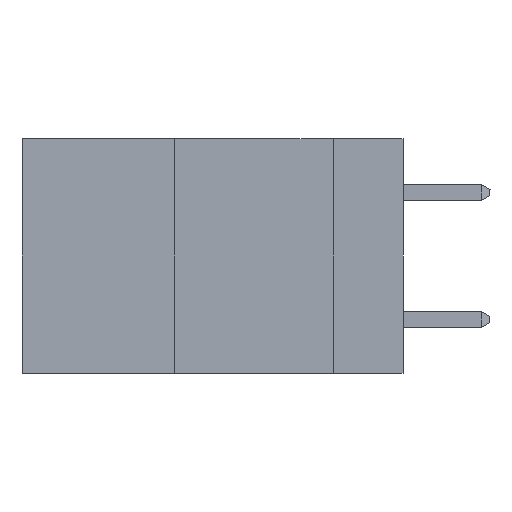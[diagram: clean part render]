
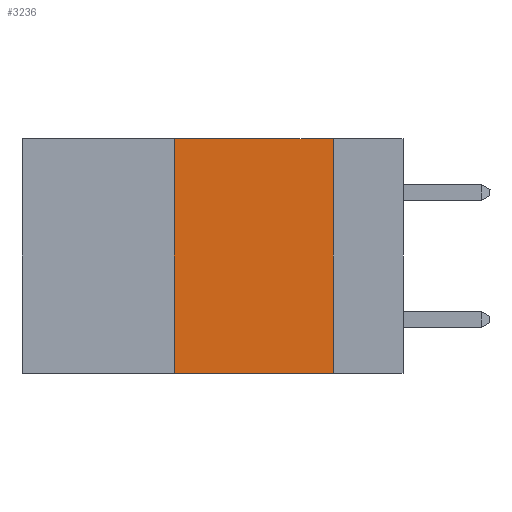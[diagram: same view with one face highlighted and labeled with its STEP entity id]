
A CAD part, left-side view. The second image highlights one B-rep face of the part: STEP entity #3236.
In plain terms, the highlighted planar face has unit normal (-1, 0, 0).
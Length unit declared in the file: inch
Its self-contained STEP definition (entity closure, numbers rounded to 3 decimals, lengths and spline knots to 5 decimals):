
#1289 = DIRECTION ( 'NONE',  ( 0., 0., 1. ) ) ;
#2810 = FACE_OUTER_BOUND ( 'NONE', #8015, .T. ) ;
#2873 = CARTESIAN_POINT ( 'NONE',  ( 0., 0.6, 0. ) ) ;
#3236 = ADVANCED_FACE ( 'NONE', ( #2810 ), #16100, .F. ) ;
#3861 = EDGE_CURVE ( 'NONE', #16864, #7896, #7651, .T. ) ;
#3938 = ORIENTED_EDGE ( 'NONE', *, *, #3861, .F. ) ;
#5192 = VECTOR ( 'NONE', #5959, 39.37008 ) ;
#5202 = DIRECTION ( 'NONE',  ( 1., 0., 0. ) ) ;
#5897 = AXIS2_PLACEMENT_3D ( 'NONE', #2873, #5202, #14556 ) ;
#5959 = DIRECTION ( 'NONE',  ( 0., 0., -1. ) ) ;
#6578 = CARTESIAN_POINT ( 'NONE',  ( 0., 0.36, 0. ) ) ;
#7194 = ORIENTED_EDGE ( 'NONE', *, *, #17252, .F. ) ;
#7651 = LINE ( 'NONE', #15498, #13137 ) ;
#7896 = VERTEX_POINT ( 'NONE', #10710 ) ;
#8015 = EDGE_LOOP ( 'NONE', ( #7194, #3938, #22660, #15486 ) ) ;
#9059 = LINE ( 'NONE', #23483, #11632 ) ;
#10088 = VERTEX_POINT ( 'NONE', #12926 ) ;
#10710 = CARTESIAN_POINT ( 'NONE',  ( 0., 0.11, 0. ) ) ;
#11632 = VECTOR ( 'NONE', #17824, 39.37008 ) ;
#12926 = CARTESIAN_POINT ( 'NONE',  ( 0., 0.36, -0.37 ) ) ;
#13137 = VECTOR ( 'NONE', #13411, 39.37008 ) ;
#13237 = VERTEX_POINT ( 'NONE', #23111 ) ;
#13411 = DIRECTION ( 'NONE',  ( 0., -1., 0. ) ) ;
#13461 = CARTESIAN_POINT ( 'NONE',  ( 0., 0.11, 0. ) ) ;
#13759 = EDGE_CURVE ( 'NONE', #10088, #16864, #22981, .T. ) ;
#14556 = DIRECTION ( 'NONE',  ( 0., 0., -1. ) ) ;
#14655 = EDGE_CURVE ( 'NONE', #10088, #13237, #9059, .T. ) ;
#15486 = ORIENTED_EDGE ( 'NONE', *, *, #14655, .T. ) ;
#15498 = CARTESIAN_POINT ( 'NONE',  ( 0., 0.6, 0. ) ) ;
#16100 = PLANE ( 'NONE',  #5897 ) ;
#16864 = VERTEX_POINT ( 'NONE', #6578 ) ;
#17252 = EDGE_CURVE ( 'NONE', #7896, #13237, #22572, .T. ) ;
#17824 = DIRECTION ( 'NONE',  ( 0., -1., 0. ) ) ;
#18002 = VECTOR ( 'NONE', #1289, 39.37008 ) ;
#22572 = LINE ( 'NONE', #13461, #5192 ) ;
#22660 = ORIENTED_EDGE ( 'NONE', *, *, #13759, .F. ) ;
#22981 = LINE ( 'NONE', #23259, #18002 ) ;
#23111 = CARTESIAN_POINT ( 'NONE',  ( 0., 0.11, -0.37 ) ) ;
#23259 = CARTESIAN_POINT ( 'NONE',  ( 0., 0.36, 0. ) ) ;
#23483 = CARTESIAN_POINT ( 'NONE',  ( 0., 0.6, -0.37 ) ) ;
